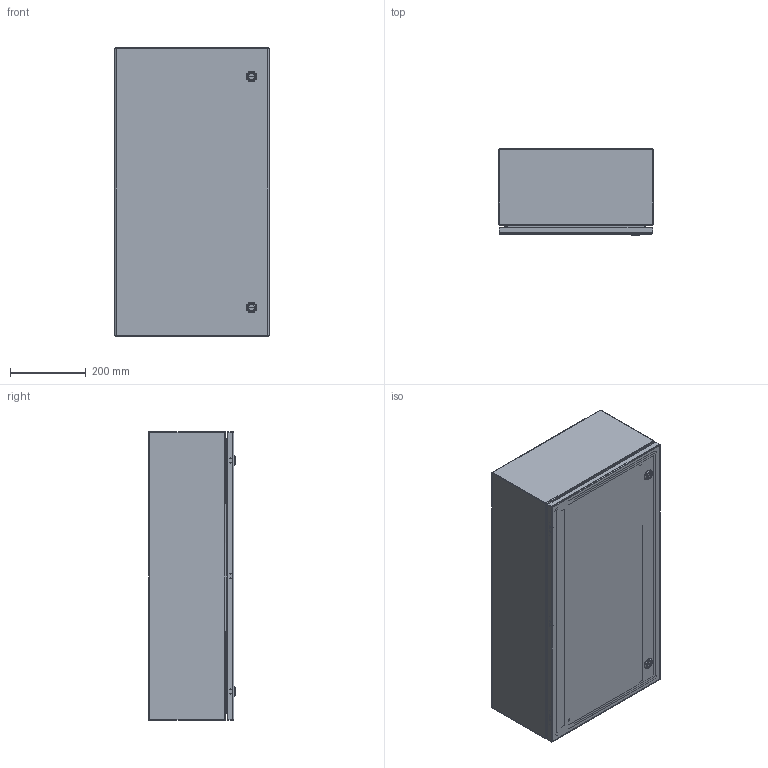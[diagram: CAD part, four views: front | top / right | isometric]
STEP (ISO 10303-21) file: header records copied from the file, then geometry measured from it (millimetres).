
FILE_DESCRIPTION (( 'STEP AP203' ), '1' );
FILE_NAME ('EN4SD30168LG_Default.step', '2019-11-14T20:57:32', ( '' ), ( '' ), 'SwSTEP 2.0', 'SolidWorks 2019', '' );
FILE_SCHEMA (( 'CONFIG_CONTROL_DESIGN' ));
Length unit declared in the file: inch
Products named in the file (1): EN4SD30168LG_Default
Bounding box: 406.4 x 228.52 x 762 mm (x, y, z)
Volume: 2426534.5 mm3; surface area: 2692136.1 mm2
Topology: 31 solids, 32 shells, 885 faces, 2085 edges, 1290 vertices
Faces by surface type: plane 422, cylinder 295, bspline 110, torus 36, cone 22
Entity records: 29546 total; most frequent: CARTESIAN_POINT 9565, ORIENTED_EDGE 4130, DIRECTION 4097, EDGE_CURVE 2065, AXIS2_PLACEMENT_3D 1446, VERTEX_POINT 1290, LINE 1205, VECTOR 1205
